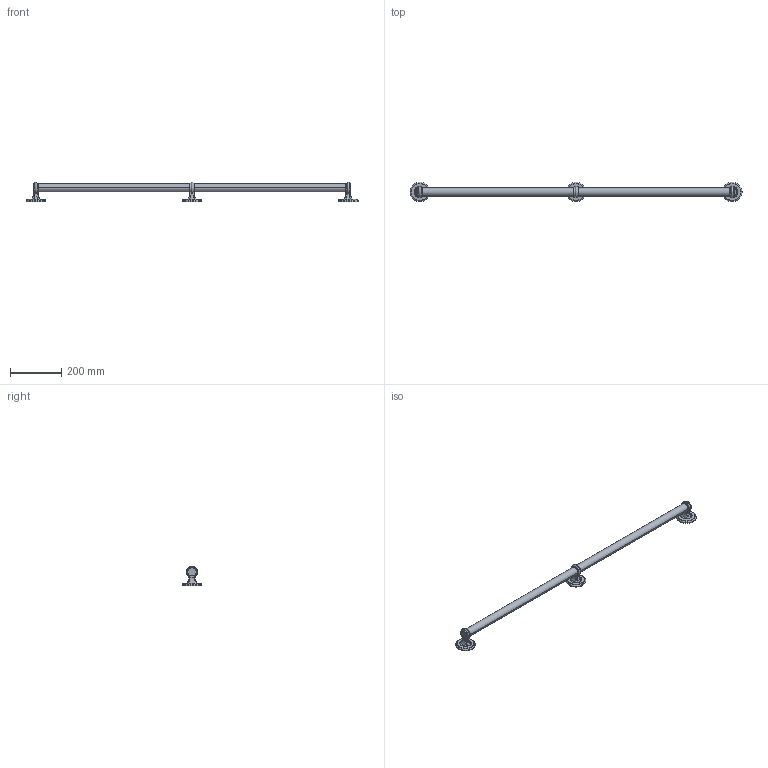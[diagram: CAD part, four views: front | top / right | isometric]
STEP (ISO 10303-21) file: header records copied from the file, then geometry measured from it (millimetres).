
FILE_DESCRIPTION((''),'2;1');
FILE_NAME('2767_WEB','2010-09-08T',('project'),(''),'PRO/ENGINEER BY PARAMETRIC TECHNOLOGY CORPORATION, 2009300','PRO/ENGINEER BY PARAMETRIC TECHNOLOGY CORPORATION, 2009300','');
FILE_SCHEMA(('CONFIG_CONTROL_DESIGN'));
Length unit declared in the file: inch
Products named in the file (1): 2767_WEB
Bounding box: 1295.4 x 76.2 x 76.12 mm (x, y, z)
Surface area: 181573.7 mm2 (no closed solid volume)
Topology: 0 solids, 13 shells, 158 faces, 384 edges, 226 vertices
Faces by surface type: bspline 60, cylinder 50, plane 27, torus 21
Entity records: 7771 total; most frequent: CARTESIAN_POINT 4684, ORIENTED_EDGE 638, DIRECTION 480, EDGE_CURVE 384, VERTEX_POINT 226, B_SPLINE_CURVE_WITH_KNOTS 184, AXIS2_PLACEMENT_3D 182, EDGE_LOOP 158
